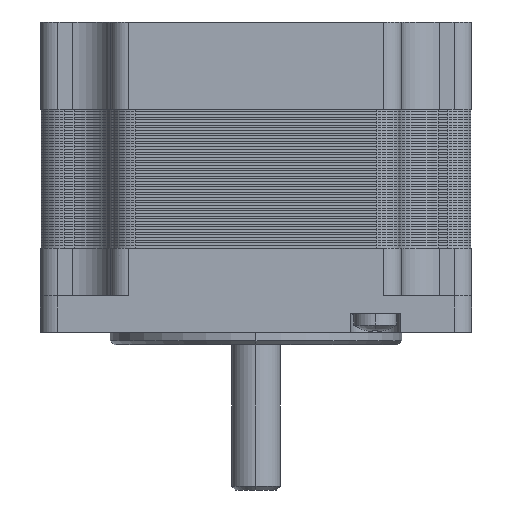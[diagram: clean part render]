
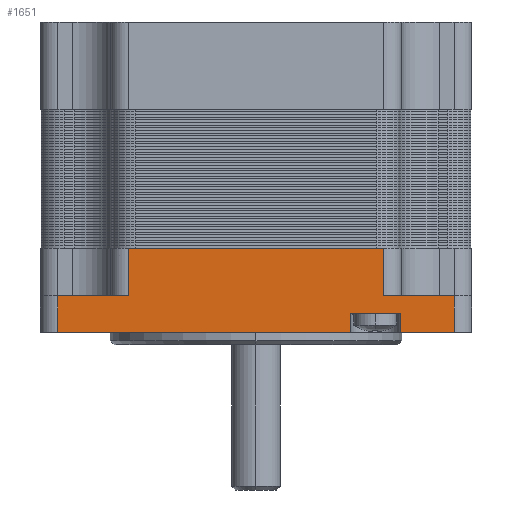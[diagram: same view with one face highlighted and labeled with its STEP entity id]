
A CAD part, left-side view. The second image highlights one B-rep face of the part: STEP entity #1651.
In plain terms, the highlighted planar face has unit normal (-1, 0, 0).
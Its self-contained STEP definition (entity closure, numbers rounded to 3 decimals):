
#217=DIRECTION('',(0.,0.,1.));
#218=VECTOR('',#217,4.8);
#219=CARTESIAN_POINT('',(-28.2,-25.9,0.));
#220=LINE('',#219,#218);
#225=DIRECTION('',(0.,0.,-1.));
#226=VECTOR('',#225,2.5);
#227=CARTESIAN_POINT('',(-28.2,-12.339,2.5));
#228=LINE('',#227,#226);
#229=DIRECTION('',(0.,1.,0.));
#230=VECTOR('',#229,38.239);
#231=CARTESIAN_POINT('',(-28.2,-12.339,0.));
#232=LINE('',#231,#230);
#233=DIRECTION('',(0.,-1.,0.));
#234=VECTOR('',#233,9.2);
#235=CARTESIAN_POINT('',(-28.2,25.9,4.8));
#236=LINE('',#235,#234);
#237=DIRECTION('',(0.,-1.,0.));
#238=VECTOR('',#237,9.2);
#239=CARTESIAN_POINT('',(-28.2,-16.7,4.8));
#240=LINE('',#239,#238);
#241=DIRECTION('',(0.,1.,0.));
#242=VECTOR('',#241,7.061);
#243=CARTESIAN_POINT('',(-28.2,-25.9,0.));
#244=LINE('',#243,#242);
#245=DIRECTION('',(0.,1.,0.));
#246=VECTOR('',#245,6.5);
#247=CARTESIAN_POINT('',(-28.2,-18.839,2.5));
#248=LINE('',#247,#246);
#290=DIRECTION('',(0.,0.,-1.));
#291=VECTOR('',#290,2.5);
#292=CARTESIAN_POINT('',(-28.2,-18.839,2.5));
#293=LINE('',#292,#291);
#319=DIRECTION('',(0.,0.,-1.));
#320=VECTOR('',#319,4.8);
#321=CARTESIAN_POINT('',(-28.2,25.9,4.8));
#322=LINE('',#321,#320);
#577=DIRECTION('',(0.,1.,0.));
#578=VECTOR('',#577,33.4);
#579=CARTESIAN_POINT('',(-28.2,-16.7,11.));
#580=LINE('',#579,#578);
#691=DIRECTION('',(0.,0.,-1.));
#692=VECTOR('',#691,6.2);
#693=CARTESIAN_POINT('',(-28.2,16.7,11.));
#694=LINE('',#693,#692);
#885=DIRECTION('',(0.,0.,1.));
#886=VECTOR('',#885,6.2);
#887=CARTESIAN_POINT('',(-28.2,-16.7,4.8));
#888=LINE('',#887,#886);
#1127=CARTESIAN_POINT('',(-28.2,25.9,0.));
#1128=VERTEX_POINT('',#1127);
#1129=CARTESIAN_POINT('',(-28.2,-12.339,0.));
#1130=VERTEX_POINT('',#1129);
#1137=CARTESIAN_POINT('',(-28.2,-18.839,0.));
#1138=VERTEX_POINT('',#1137);
#1139=CARTESIAN_POINT('',(-28.2,-25.9,0.));
#1140=VERTEX_POINT('',#1139);
#1185=CARTESIAN_POINT('',(-28.2,-25.9,4.8));
#1186=VERTEX_POINT('',#1185);
#1187=CARTESIAN_POINT('',(-28.2,-12.339,2.5));
#1188=VERTEX_POINT('',#1187);
#1189=CARTESIAN_POINT('',(-28.2,25.9,4.8));
#1190=VERTEX_POINT('',#1189);
#1191=CARTESIAN_POINT('',(-28.2,16.7,4.8));
#1192=VERTEX_POINT('',#1191);
#1193=CARTESIAN_POINT('',(-28.2,16.7,11.));
#1194=VERTEX_POINT('',#1193);
#1195=CARTESIAN_POINT('',(-28.2,-16.7,11.));
#1196=VERTEX_POINT('',#1195);
#1197=CARTESIAN_POINT('',(-28.2,-16.7,4.8));
#1198=VERTEX_POINT('',#1197);
#1199=CARTESIAN_POINT('',(-28.2,-18.839,2.5));
#1200=VERTEX_POINT('',#1199);
#1623=CARTESIAN_POINT('',(-28.2,28.2,0.));
#1624=DIRECTION('',(-1.,0.,0.));
#1625=DIRECTION('',(0.,-1.,0.));
#1626=AXIS2_PLACEMENT_3D('',#1623,#1624,#1625);
#1627=PLANE('',#1626);
#1629=ORIENTED_EDGE('',*,*,#1628,.T.);
#1630=ORIENTED_EDGE('',*,*,#1478,.T.);
#1632=ORIENTED_EDGE('',*,*,#1631,.F.);
#1634=ORIENTED_EDGE('',*,*,#1633,.T.);
#1636=ORIENTED_EDGE('',*,*,#1635,.F.);
#1638=ORIENTED_EDGE('',*,*,#1637,.F.);
#1640=ORIENTED_EDGE('',*,*,#1639,.F.);
#1642=ORIENTED_EDGE('',*,*,#1641,.T.);
#1643=ORIENTED_EDGE('',*,*,#1615,.F.);
#1644=ORIENTED_EDGE('',*,*,#1488,.T.);
#1646=ORIENTED_EDGE('',*,*,#1645,.F.);
#1648=ORIENTED_EDGE('',*,*,#1647,.T.);
#1649=EDGE_LOOP('',(#1629,#1630,#1632,#1634,#1636,#1638,#1640,#1642,#1643,#1644,
#1646,#1648));
#1650=FACE_OUTER_BOUND('',#1649,.F.);
#1651=ADVANCED_FACE('',(#1650),#1627,.T.);
#1478=EDGE_CURVE('',#1130,#1128,#232,.T.);
#1488=EDGE_CURVE('',#1140,#1138,#244,.T.);
#1615=EDGE_CURVE('',#1140,#1186,#220,.T.);
#1628=EDGE_CURVE('',#1188,#1130,#228,.T.);
#1631=EDGE_CURVE('',#1190,#1128,#322,.T.);
#1633=EDGE_CURVE('',#1190,#1192,#236,.T.);
#1635=EDGE_CURVE('',#1194,#1192,#694,.T.);
#1637=EDGE_CURVE('',#1196,#1194,#580,.T.);
#1639=EDGE_CURVE('',#1198,#1196,#888,.T.);
#1641=EDGE_CURVE('',#1198,#1186,#240,.T.);
#1645=EDGE_CURVE('',#1200,#1138,#293,.T.);
#1647=EDGE_CURVE('',#1200,#1188,#248,.T.);
